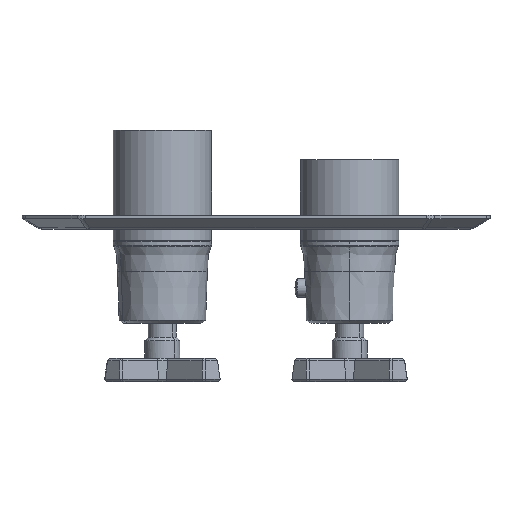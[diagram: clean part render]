
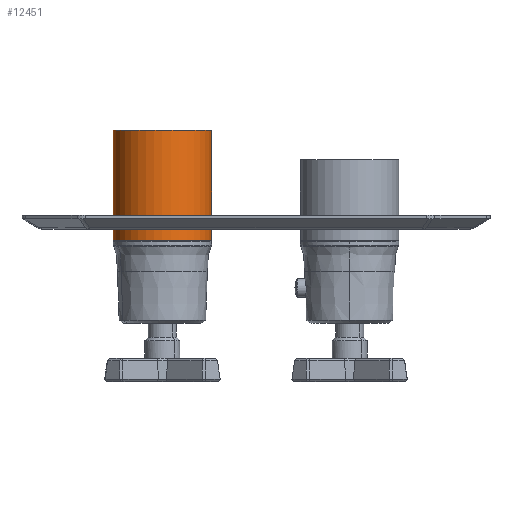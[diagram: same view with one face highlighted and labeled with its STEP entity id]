
A CAD part, left-side view. The second image highlights one B-rep face of the part: STEP entity #12451.
In plain terms, the highlighted cylindrical face has radius 21 mm (diameter 42 mm), a partial arc.
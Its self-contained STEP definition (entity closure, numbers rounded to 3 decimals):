
#389 = ORIENTED_EDGE ( 'NONE', *, *, #19568, .F. ) ;
#1255 = FACE_OUTER_BOUND ( 'NONE', #8662, .T. ) ;
#2119 = CARTESIAN_POINT ( 'NONE',  ( 0., 61., 11.185 ) ) ;
#2924 = CARTESIAN_POINT ( 'NONE',  ( 0., 19., 11.185 ) ) ;
#3496 = CYLINDRICAL_SURFACE ( 'NONE', #24419, 21. ) ;
#4655 = ORIENTED_EDGE ( 'NONE', *, *, #9154, .T. ) ;
#6715 = CARTESIAN_POINT ( 'NONE',  ( 0., 61., 15.685 ) ) ;
#7401 = CIRCLE ( 'NONE', #12184, 21. ) ;
#7407 = VECTOR ( 'NONE', #20322, 1000. ) ;
#7412 = AXIS2_PLACEMENT_3D ( 'NONE', #20900, #18510, #24926 ) ;
#8265 = DIRECTION ( 'NONE',  ( 0., -1., 0. ) ) ;
#8662 = EDGE_LOOP ( 'NONE', ( #16519, #4655, #22148, #389 ) ) ;
#8869 = VERTEX_POINT ( 'NONE', #10423 ) ;
#9154 = EDGE_CURVE ( 'NONE', #16567, #25692, #18652, .T. ) ;
#10190 = DIRECTION ( 'NONE',  ( 0., 0., -1. ) ) ;
#10423 = CARTESIAN_POINT ( 'NONE',  ( 0., 19., -31.315 ) ) ;
#12184 = AXIS2_PLACEMENT_3D ( 'NONE', #13203, #15144, #8265 ) ;
#12451 = ADVANCED_FACE ( 'NONE', ( #1255 ), #3496, .T. ) ;
#13203 = CARTESIAN_POINT ( 'NONE',  ( 0., 40., -31.315 ) ) ;
#13894 = EDGE_CURVE ( 'NONE', #16564, #16567, #20296, .T. ) ;
#15144 = DIRECTION ( 'NONE',  ( 0., 0., 1. ) ) ;
#15318 = CARTESIAN_POINT ( 'NONE',  ( 0., 61., -31.315 ) ) ;
#16519 = ORIENTED_EDGE ( 'NONE', *, *, #13894, .T. ) ;
#16564 = VERTEX_POINT ( 'NONE', #22391 ) ;
#16567 = VERTEX_POINT ( 'NONE', #6715 ) ;
#18510 = DIRECTION ( 'NONE',  ( 0., 0., -1. ) ) ;
#18652 = LINE ( 'NONE', #2119, #7407 ) ;
#19568 = EDGE_CURVE ( 'NONE', #16564, #8869, #27819, .T. ) ;
#19903 = EDGE_CURVE ( 'NONE', #25692, #8869, #7401, .T. ) ;
#20296 = CIRCLE ( 'NONE', #7412, 21. ) ;
#20322 = DIRECTION ( 'NONE',  ( 0., 0., -1. ) ) ;
#20900 = CARTESIAN_POINT ( 'NONE',  ( 0., 40., 15.685 ) ) ;
#21698 = DIRECTION ( 'NONE',  ( 0., -1., 0. ) ) ;
#22148 = ORIENTED_EDGE ( 'NONE', *, *, #19903, .T. ) ;
#22391 = CARTESIAN_POINT ( 'NONE',  ( 0., 19., 15.685 ) ) ;
#24419 = AXIS2_PLACEMENT_3D ( 'NONE', #25996, #10190, #21698 ) ;
#24926 = DIRECTION ( 'NONE',  ( 0., -1., 0. ) ) ;
#25692 = VERTEX_POINT ( 'NONE', #15318 ) ;
#25708 = DIRECTION ( 'NONE',  ( 0., 0., -1. ) ) ;
#25996 = CARTESIAN_POINT ( 'NONE',  ( 0., 40., 11.185 ) ) ;
#27403 = VECTOR ( 'NONE', #25708, 1000. ) ;
#27819 = LINE ( 'NONE', #2924, #27403 ) ;
